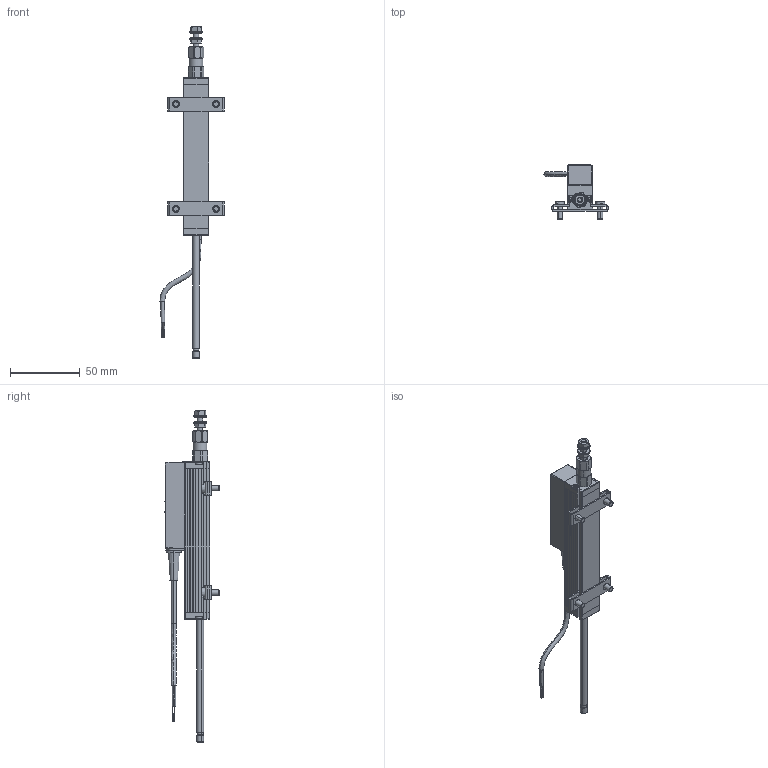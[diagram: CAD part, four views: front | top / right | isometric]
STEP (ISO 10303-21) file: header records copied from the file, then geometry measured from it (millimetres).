
FILE_DESCRIPTION (( 'STEP AP214' ), '1' );
FILE_NAME ('LS1-0075-001-cable-retract.step', '2012-06-15T05:50:41', ( 'dummy' ), ( '' ), 'SwSTEP 2.0', 'SolidWorks 2011', '' );
FILE_SCHEMA (( 'AUTOMOTIVE_DESIGN' ));
Length unit declared in the file: millimetre
Products named in the file (1): LS1-0075-001-cable-retract
Bounding box: 45.92 x 38.78 x 238 mm (x, y, z)
Surface area: 23052.5 mm2 (no closed solid volume)
Topology: 0 solids, 69 shells, 595 faces, 2562 edges, 2002 vertices
Faces by surface type: plane 290, cylinder 194, cone 80, torus 15, sphere 9, bspline 7
Entity records: 38170 total; most frequent: CARTESIAN_POINT 11822, DIRECTION 3913, ORIENTED_EDGE 3522, EDGE_CURVE 2557, VERTEX_POINT 2002, LINE 1309, VECTOR 1309, AXIS2_PLACEMENT_3D 1302
